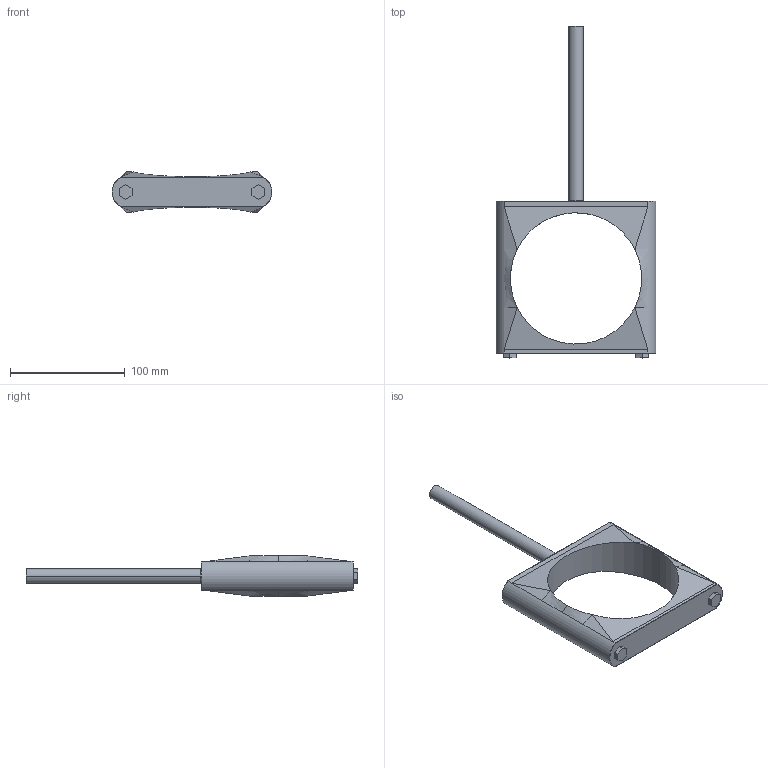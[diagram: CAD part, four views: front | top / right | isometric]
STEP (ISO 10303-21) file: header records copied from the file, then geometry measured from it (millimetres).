
FILE_DESCRIPTION (( 'STEP AP214' ), '1' );
FILE_NAME ('CSDW6R4.0P304ZP.STEP', '2023-06-11T16:33:19', ( '' ), ( '' ), 'SwSTEP 2.0', 'SolidWorks 2018', '' );
FILE_SCHEMA (( 'AUTOMOTIVE_DESIGN' ));
Length unit declared in the file: inch
Products named in the file (1): CSDW6R4.0P304ZP
Bounding box: 139.19 x 288.96 x 34.92 mm (x, y, z)
Volume: 230589.5 mm3; surface area: 45539.5 mm2
Topology: 1 solids, 1 shells, 58 faces, 135 edges, 80 vertices
Faces by surface type: plane 33, cylinder 10, bspline 8, torus 5, cone 2
Entity records: 2027 total; most frequent: CARTESIAN_POINT 745, ORIENTED_EDGE 270, DIRECTION 226, EDGE_CURVE 135, VECTOR 90, LINE 90, VERTEX_POINT 80, AXIS2_PLACEMENT_3D 68
